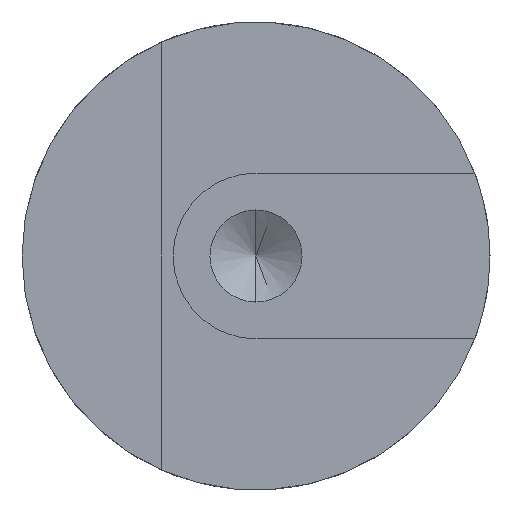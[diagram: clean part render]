
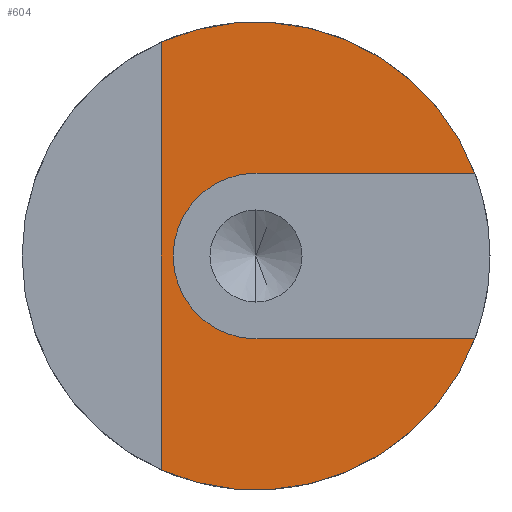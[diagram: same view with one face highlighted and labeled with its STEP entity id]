
A CAD part, left-side view. The second image highlights one B-rep face of the part: STEP entity #604.
In plain terms, the highlighted planar face has unit normal (-1, 0, 0).
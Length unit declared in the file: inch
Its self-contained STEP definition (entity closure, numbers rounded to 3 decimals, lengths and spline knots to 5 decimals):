
#20 = AXIS2_PLACEMENT_3D ( 'NONE', #157, #427, #288 ) ;
#32 = CARTESIAN_POINT ( 'NONE',  ( -2.953, 0., 0.177 ) ) ;
#35 = EDGE_CURVE ( 'NONE', #492, #43, #450, .T. ) ;
#43 = VERTEX_POINT ( 'NONE', #385 ) ;
#59 = CARTESIAN_POINT ( 'NONE',  ( -2.953, 0., 0. ) ) ;
#78 = EDGE_CURVE ( 'NONE', #301, #342, #239, .T. ) ;
#92 = DIRECTION ( 'NONE',  ( 0., 0., -1. ) ) ;
#93 = DIRECTION ( 'NONE',  ( 0., 0., -1. ) ) ;
#94 = AXIS2_PLACEMENT_3D ( 'NONE', #59, #632, #285 ) ;
#96 = VECTOR ( 'NONE', #628, 39.37008 ) ;
#108 = DIRECTION ( 'NONE',  ( -1., 0., 0. ) ) ;
#116 = LINE ( 'NONE', #633, #96 ) ;
#157 = CARTESIAN_POINT ( 'NONE',  ( -2.953, 0., 0. ) ) ;
#168 = DIRECTION ( 'NONE',  ( 1., 0., 0. ) ) ;
#194 = AXIS2_PLACEMENT_3D ( 'NONE', #814, #168, #92 ) ;
#206 = ORIENTED_EDGE ( 'NONE', *, *, #939, .T. ) ;
#218 = CARTESIAN_POINT ( 'NONE',  ( -2.953, 0., -0.177 ) ) ;
#224 = CIRCLE ( 'NONE', #20, 0.5 ) ;
#232 = CARTESIAN_POINT ( 'NONE',  ( -2.953, 0.202, 0. ) ) ;
#234 = EDGE_CURVE ( 'NONE', #342, #853, #224, .T. ) ;
#239 = LINE ( 'NONE', #917, #740 ) ;
#259 = FACE_OUTER_BOUND ( 'NONE', #707, .T. ) ;
#285 = DIRECTION ( 'NONE',  ( 0., 0., -1. ) ) ;
#288 = DIRECTION ( 'NONE',  ( 0., 0., -1. ) ) ;
#295 = ORIENTED_EDGE ( 'NONE', *, *, #703, .T. ) ;
#301 = VERTEX_POINT ( 'NONE', #218 ) ;
#318 = AXIS2_PLACEMENT_3D ( 'NONE', #826, #620, #832 ) ;
#340 = DIRECTION ( 'NONE',  ( 0., -1., 0. ) ) ;
#342 = VERTEX_POINT ( 'NONE', #784 ) ;
#374 = LINE ( 'NONE', #232, #476 ) ;
#385 = CARTESIAN_POINT ( 'NONE',  ( -2.953, -0.46762, 0.177 ) ) ;
#427 = DIRECTION ( 'NONE',  ( 1., 0., 0. ) ) ;
#450 = CIRCLE ( 'NONE', #194, 0.5 ) ;
#454 = CARTESIAN_POINT ( 'NONE',  ( -2.953, 0.177, 0. ) ) ;
#476 = VECTOR ( 'NONE', #93, 39.37008 ) ;
#481 = CARTESIAN_POINT ( 'NONE',  ( -2.953, 0., 0. ) ) ;
#491 = EDGE_CURVE ( 'NONE', #492, #853, #374, .T. ) ;
#492 = VERTEX_POINT ( 'NONE', #519 ) ;
#519 = CARTESIAN_POINT ( 'NONE',  ( -2.953, 0.202, 0.45738 ) ) ;
#529 = VERTEX_POINT ( 'NONE', #454 ) ;
#554 = ORIENTED_EDGE ( 'NONE', *, *, #234, .F. ) ;
#559 = EDGE_CURVE ( 'NONE', #301, #529, #673, .T. ) ;
#564 = AXIS2_PLACEMENT_3D ( 'NONE', #481, #108, #823 ) ;
#587 = ORIENTED_EDGE ( 'NONE', *, *, #559, .T. ) ;
#604 = ADVANCED_FACE ( 'NONE', ( #259 ), #757, .T. ) ;
#620 = DIRECTION ( 'NONE',  ( 1., 0., 0. ) ) ;
#628 = DIRECTION ( 'NONE',  ( 0., -1., 0. ) ) ;
#632 = DIRECTION ( 'NONE',  ( 1., 0., 0. ) ) ;
#633 = CARTESIAN_POINT ( 'NONE',  ( -2.953, 0., 0.177 ) ) ;
#643 = VERTEX_POINT ( 'NONE', #32 ) ;
#668 = CARTESIAN_POINT ( 'NONE',  ( -2.953, 0.202, -0.45738 ) ) ;
#673 = CIRCLE ( 'NONE', #318, 0.177 ) ;
#703 = EDGE_CURVE ( 'NONE', #529, #643, #761, .T. ) ;
#707 = EDGE_LOOP ( 'NONE', ( #587, #295, #206, #918, #886, #554, #941 ) ) ;
#740 = VECTOR ( 'NONE', #340, 39.37008 ) ;
#757 = PLANE ( 'NONE',  #564 ) ;
#761 = CIRCLE ( 'NONE', #94, 0.177 ) ;
#784 = CARTESIAN_POINT ( 'NONE',  ( -2.953, -0.46762, -0.177 ) ) ;
#814 = CARTESIAN_POINT ( 'NONE',  ( -2.953, 0., 0. ) ) ;
#823 = DIRECTION ( 'NONE',  ( 0., 0., -1. ) ) ;
#826 = CARTESIAN_POINT ( 'NONE',  ( -2.953, 0., 0. ) ) ;
#832 = DIRECTION ( 'NONE',  ( 0., 0., -1. ) ) ;
#853 = VERTEX_POINT ( 'NONE', #668 ) ;
#886 = ORIENTED_EDGE ( 'NONE', *, *, #491, .T. ) ;
#917 = CARTESIAN_POINT ( 'NONE',  ( -2.953, 0., -0.177 ) ) ;
#918 = ORIENTED_EDGE ( 'NONE', *, *, #35, .F. ) ;
#939 = EDGE_CURVE ( 'NONE', #643, #43, #116, .T. ) ;
#941 = ORIENTED_EDGE ( 'NONE', *, *, #78, .F. ) ;
